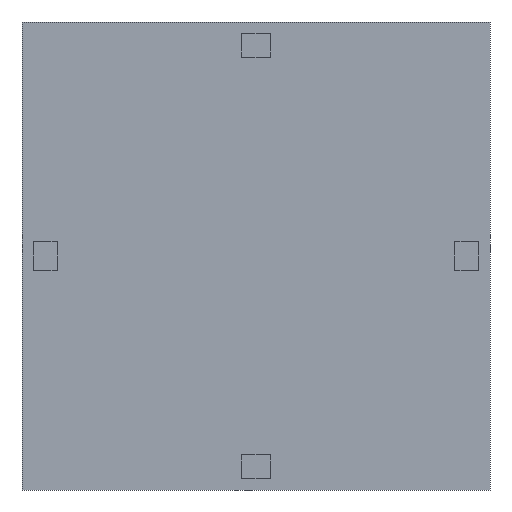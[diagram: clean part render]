
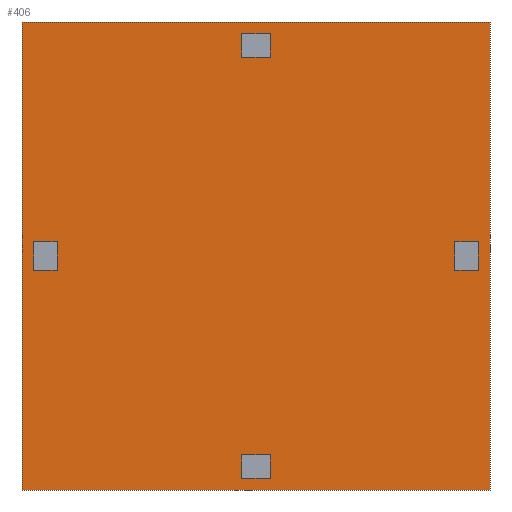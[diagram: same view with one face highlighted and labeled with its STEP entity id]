
A CAD part, front view. The second image highlights one B-rep face of the part: STEP entity #406.
In plain terms, the highlighted planar face has unit normal (0, -1, 0).
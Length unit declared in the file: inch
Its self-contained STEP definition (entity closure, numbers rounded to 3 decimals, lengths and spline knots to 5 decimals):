
#21=DIRECTION('',(-1.,0.,0.));
#22=VECTOR('',#21,2.25);
#23=CARTESIAN_POINT('',(21.375,0.,1.35));
#24=LINE('',#23,#22);
#25=DIRECTION('',(0.,0.,-1.));
#26=VECTOR('',#25,2.7);
#27=CARTESIAN_POINT('',(19.125,0.,1.35));
#28=LINE('',#27,#26);
#29=DIRECTION('',(1.,0.,0.));
#30=VECTOR('',#29,2.25);
#31=CARTESIAN_POINT('',(19.125,0.,-1.35));
#32=LINE('',#31,#30);
#33=DIRECTION('',(0.,0.,1.));
#34=VECTOR('',#33,2.7);
#35=CARTESIAN_POINT('',(21.375,0.,-1.35));
#36=LINE('',#35,#34);
#37=DIRECTION('',(1.,0.,0.));
#38=VECTOR('',#37,2.25);
#39=CARTESIAN_POINT('',(-21.375,0.,-1.35));
#40=LINE('',#39,#38);
#41=DIRECTION('',(0.,0.,1.));
#42=VECTOR('',#41,2.7);
#43=CARTESIAN_POINT('',(-19.125,0.,-1.35));
#44=LINE('',#43,#42);
#45=DIRECTION('',(-1.,0.,0.));
#46=VECTOR('',#45,2.25);
#47=CARTESIAN_POINT('',(-19.125,0.,1.35));
#48=LINE('',#47,#46);
#49=DIRECTION('',(0.,0.,-1.));
#50=VECTOR('',#49,2.7);
#51=CARTESIAN_POINT('',(-21.375,0.,1.35));
#52=LINE('',#51,#50);
#53=DIRECTION('',(0.,0.,1.));
#54=VECTOR('',#53,2.25);
#55=CARTESIAN_POINT('',(1.35,0.,-21.375));
#56=LINE('',#55,#54);
#57=DIRECTION('',(-1.,0.,0.));
#58=VECTOR('',#57,2.7);
#59=CARTESIAN_POINT('',(1.35,0.,-19.125));
#60=LINE('',#59,#58);
#61=DIRECTION('',(0.,0.,-1.));
#62=VECTOR('',#61,2.25);
#63=CARTESIAN_POINT('',(-1.35,0.,-19.125));
#64=LINE('',#63,#62);
#65=DIRECTION('',(1.,0.,0.));
#66=VECTOR('',#65,2.7);
#67=CARTESIAN_POINT('',(-1.35,0.,-21.375));
#68=LINE('',#67,#66);
#69=DIRECTION('',(0.,0.,1.));
#70=VECTOR('',#69,45.);
#71=CARTESIAN_POINT('',(-22.5,0.,-22.5));
#72=LINE('',#71,#70);
#73=DIRECTION('',(1.,0.,0.));
#74=VECTOR('',#73,45.);
#75=CARTESIAN_POINT('',(-22.5,0.,22.5));
#76=LINE('',#75,#74);
#77=DIRECTION('',(0.,0.,-1.));
#78=VECTOR('',#77,45.);
#79=CARTESIAN_POINT('',(22.5,0.,22.5));
#80=LINE('',#79,#78);
#81=DIRECTION('',(-1.,0.,0.));
#82=VECTOR('',#81,45.);
#83=CARTESIAN_POINT('',(22.5,0.,-22.5));
#84=LINE('',#83,#82);
#85=DIRECTION('',(0.,0.,-1.));
#86=VECTOR('',#85,2.25);
#87=CARTESIAN_POINT('',(-1.35,0.,21.375));
#88=LINE('',#87,#86);
#89=DIRECTION('',(1.,0.,0.));
#90=VECTOR('',#89,2.7);
#91=CARTESIAN_POINT('',(-1.35,0.,19.125));
#92=LINE('',#91,#90);
#93=DIRECTION('',(0.,0.,1.));
#94=VECTOR('',#93,2.25);
#95=CARTESIAN_POINT('',(1.35,0.,19.125));
#96=LINE('',#95,#94);
#97=DIRECTION('',(-1.,0.,0.));
#98=VECTOR('',#97,2.7);
#99=CARTESIAN_POINT('',(1.35,0.,21.375));
#100=LINE('',#99,#98);
#241=CARTESIAN_POINT('',(-22.5,0.,-22.5));
#242=CARTESIAN_POINT('',(-22.5,0.,22.5));
#243=VERTEX_POINT('',#241);
#244=VERTEX_POINT('',#242);
#245=CARTESIAN_POINT('',(22.5,0.,22.5));
#246=VERTEX_POINT('',#245);
#247=CARTESIAN_POINT('',(22.5,0.,-22.5));
#248=VERTEX_POINT('',#247);
#265=CARTESIAN_POINT('',(1.35,0.,-21.375));
#266=CARTESIAN_POINT('',(1.35,0.,-19.125));
#267=VERTEX_POINT('',#265);
#268=VERTEX_POINT('',#266);
#269=CARTESIAN_POINT('',(-1.35,0.,-19.125));
#270=VERTEX_POINT('',#269);
#271=CARTESIAN_POINT('',(-1.35,0.,-21.375));
#272=VERTEX_POINT('',#271);
#297=CARTESIAN_POINT('',(-21.375,0.,-1.35));
#298=VERTEX_POINT('',#297);
#299=CARTESIAN_POINT('',(-19.125,0.,-1.35));
#300=VERTEX_POINT('',#299);
#301=CARTESIAN_POINT('',(-19.125,0.,1.35));
#302=VERTEX_POINT('',#301);
#303=CARTESIAN_POINT('',(-21.375,0.,1.35));
#304=VERTEX_POINT('',#303);
#305=CARTESIAN_POINT('',(-1.35,0.,21.375));
#306=VERTEX_POINT('',#305);
#307=CARTESIAN_POINT('',(-1.35,0.,19.125));
#308=VERTEX_POINT('',#307);
#309=CARTESIAN_POINT('',(1.35,0.,19.125));
#310=VERTEX_POINT('',#309);
#311=CARTESIAN_POINT('',(1.35,0.,21.375));
#312=VERTEX_POINT('',#311);
#313=CARTESIAN_POINT('',(21.375,0.,1.35));
#314=VERTEX_POINT('',#313);
#315=CARTESIAN_POINT('',(19.125,0.,1.35));
#316=VERTEX_POINT('',#315);
#317=CARTESIAN_POINT('',(19.125,0.,-1.35));
#318=VERTEX_POINT('',#317);
#319=CARTESIAN_POINT('',(21.375,0.,-1.35));
#320=VERTEX_POINT('',#319);
#352=CARTESIAN_POINT('',(0.,0.,0.));
#353=DIRECTION('',(0.,1.,0.));
#354=DIRECTION('',(1.,0.,0.));
#355=AXIS2_PLACEMENT_3D('',#352,#353,#354);
#356=PLANE('',#355);
#358=ORIENTED_EDGE('',*,*,#357,.T.);
#360=ORIENTED_EDGE('',*,*,#359,.T.);
#362=ORIENTED_EDGE('',*,*,#361,.T.);
#364=ORIENTED_EDGE('',*,*,#363,.T.);
#365=EDGE_LOOP('',(#358,#360,#362,#364));
#366=FACE_OUTER_BOUND('',#365,.F.);
#368=ORIENTED_EDGE('',*,*,#367,.T.);
#370=ORIENTED_EDGE('',*,*,#369,.T.);
#372=ORIENTED_EDGE('',*,*,#371,.T.);
#374=ORIENTED_EDGE('',*,*,#373,.T.);
#375=EDGE_LOOP('',(#368,#370,#372,#374));
#376=FACE_BOUND('',#375,.F.);
#378=ORIENTED_EDGE('',*,*,#377,.T.);
#380=ORIENTED_EDGE('',*,*,#379,.T.);
#382=ORIENTED_EDGE('',*,*,#381,.T.);
#384=ORIENTED_EDGE('',*,*,#383,.T.);
#385=EDGE_LOOP('',(#378,#380,#382,#384));
#386=FACE_BOUND('',#385,.F.);
#388=ORIENTED_EDGE('',*,*,#387,.T.);
#390=ORIENTED_EDGE('',*,*,#389,.T.);
#392=ORIENTED_EDGE('',*,*,#391,.T.);
#394=ORIENTED_EDGE('',*,*,#393,.T.);
#395=EDGE_LOOP('',(#388,#390,#392,#394));
#396=FACE_BOUND('',#395,.F.);
#397=ORIENTED_EDGE('',*,*,#342,.T.);
#399=ORIENTED_EDGE('',*,*,#398,.T.);
#401=ORIENTED_EDGE('',*,*,#400,.T.);
#403=ORIENTED_EDGE('',*,*,#402,.T.);
#404=EDGE_LOOP('',(#397,#399,#401,#403));
#405=FACE_BOUND('',#404,.F.);
#406=ADVANCED_FACE('',(#366,#376,#386,#396,#405),#356,.F.);
#342=EDGE_CURVE('',#306,#308,#88,.T.);
#357=EDGE_CURVE('',#243,#244,#72,.T.);
#359=EDGE_CURVE('',#244,#246,#76,.T.);
#361=EDGE_CURVE('',#246,#248,#80,.T.);
#363=EDGE_CURVE('',#248,#243,#84,.T.);
#367=EDGE_CURVE('',#298,#300,#40,.T.);
#369=EDGE_CURVE('',#300,#302,#44,.T.);
#371=EDGE_CURVE('',#302,#304,#48,.T.);
#373=EDGE_CURVE('',#304,#298,#52,.T.);
#377=EDGE_CURVE('',#267,#268,#56,.T.);
#379=EDGE_CURVE('',#268,#270,#60,.T.);
#381=EDGE_CURVE('',#270,#272,#64,.T.);
#383=EDGE_CURVE('',#272,#267,#68,.T.);
#387=EDGE_CURVE('',#314,#316,#24,.T.);
#389=EDGE_CURVE('',#316,#318,#28,.T.);
#391=EDGE_CURVE('',#318,#320,#32,.T.);
#393=EDGE_CURVE('',#320,#314,#36,.T.);
#398=EDGE_CURVE('',#308,#310,#92,.T.);
#400=EDGE_CURVE('',#310,#312,#96,.T.);
#402=EDGE_CURVE('',#312,#306,#100,.T.);
